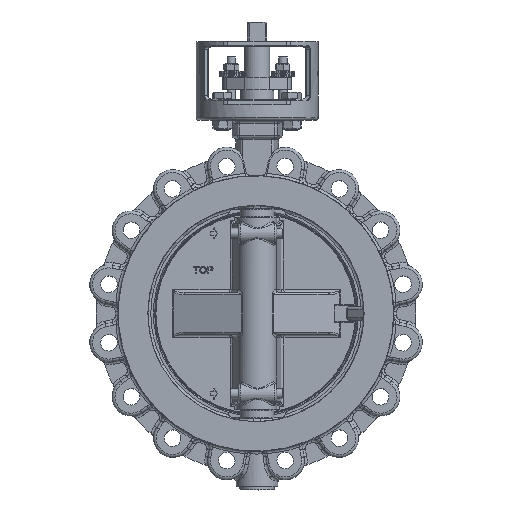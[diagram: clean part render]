
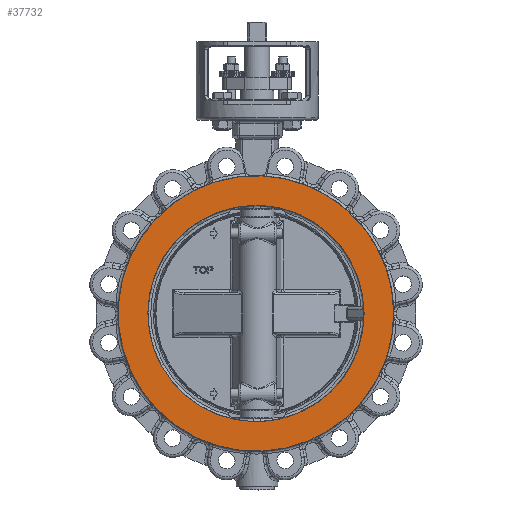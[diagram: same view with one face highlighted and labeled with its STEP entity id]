
A CAD part, top view. The second image highlights one B-rep face of the part: STEP entity #37732.
In plain terms, the highlighted planar face has unit normal (0, 0, 1).
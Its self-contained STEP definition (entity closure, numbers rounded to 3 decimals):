
#5352=PLANE('',#41451);
#6944=FACE_BOUND('',#10979,.T.);
#8381=FACE_OUTER_BOUND('',#10978,.T.);
#10978=EDGE_LOOP('',(#28567));
#10979=EDGE_LOOP('',(#28568));
#12826=CIRCLE('',#39567,197.48);
#13497=CIRCLE('',#40546,155.02);
#15387=VERTEX_POINT('',#56566);
#16198=VERTEX_POINT('',#63711);
#18810=EDGE_CURVE('',#15387,#15387,#12826,.T.);
#20000=EDGE_CURVE('',#16198,#16198,#13497,.T.);
#28567=ORIENTED_EDGE('',*,*,#18810,.F.);
#28568=ORIENTED_EDGE('',*,*,#20000,.F.);
#37732=ADVANCED_FACE('',(#8381,#6944),#5352,.F.);
#39567=AXIS2_PLACEMENT_3D('',#56567,#44779,#44780);
#40546=AXIS2_PLACEMENT_3D('',#63712,#47048,#47049);
#41451=AXIS2_PLACEMENT_3D('',#68285,#49089,#49090);
#44779=DIRECTION('center_axis',(0.,0.,-1.));
#44780=DIRECTION('ref_axis',(-1.,0.,0.));
#47048=DIRECTION('center_axis',(0.,0.,1.));
#47049=DIRECTION('ref_axis',(-1.,0.,0.));
#49089=DIRECTION('center_axis',(0.,0.,-1.));
#49090=DIRECTION('ref_axis',(-1.,0.,0.));
#56566=CARTESIAN_POINT('',(197.48,0.,34.9));
#56567=CARTESIAN_POINT('Origin',(0.,0.,34.9));
#63711=CARTESIAN_POINT('',(155.02,0.,34.9));
#63712=CARTESIAN_POINT('Origin',(0.,0.,34.9));
#68285=CARTESIAN_POINT('Origin',(109.5,0.,34.9));
